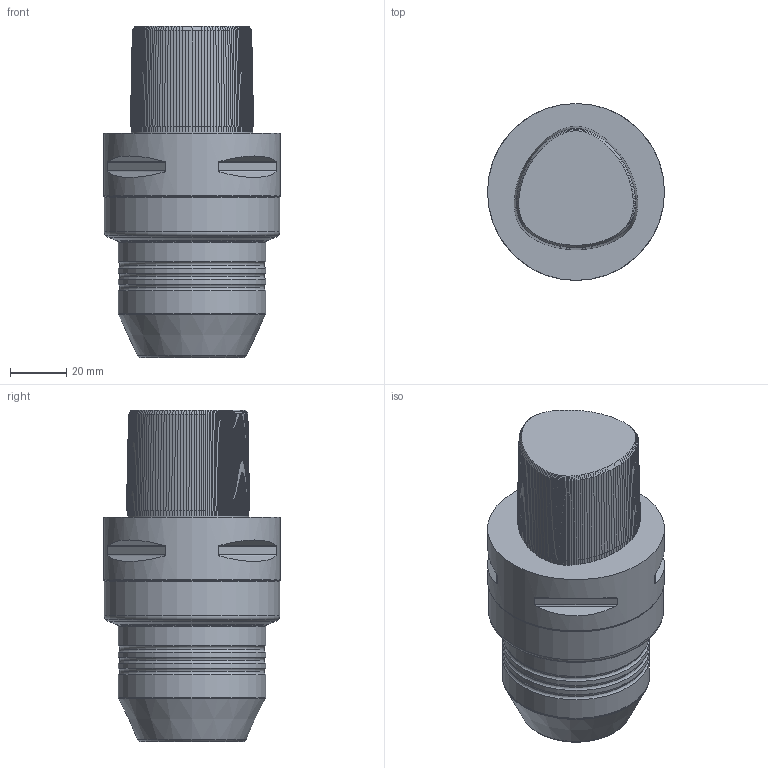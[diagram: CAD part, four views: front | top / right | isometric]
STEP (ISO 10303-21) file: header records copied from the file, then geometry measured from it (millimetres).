
FILE_DESCRIPTION(/* description */ (''),/* implementation_level */ '2;1');
FILE_NAME(/* name */ 'C6-HCR20-080_Basic.stp',/* time_stamp */ '2022-07-04T16:39:37+05:00',/* author */ (''),/* organization */ (''),/* preprocessor_version */ 'ST-DEVELOPER v16.7',/* originating_system */ 'SIEMENS PLM Software NX 12.0',/* authorisation */ '');
FILE_SCHEMA (('AUTOMOTIVE_DESIGN { 1 0 10303 214 3 1 1 1 }'));
Length unit declared in the file: millimetre
Products named in the file (1): inpu9A94AA24fy5q
Bounding box: 63 x 63 x 118 mm (x, y, z)
Volume: 236312.5 mm3; surface area: 27818.5 mm2
Topology: 1 solids, 1 shells, 589 faces, 1563 edges, 986 vertices
Faces by surface type: plane 553, torus 18, cylinder 15, cone 3
Full cylindrical faces by diameter (mm): 20 x1, 52.5 x4, 62.5 x1, 63 x1
Entity records: 17849 total; most frequent: CARTESIAN_POINT 3795, ORIENTED_EDGE 3040, DIRECTION 2575, EDGE_CURVE 1520, LINE 1305, VECTOR 1305, VERTEX_POINT 968, AXIS2_PLACEMENT_3D 635
